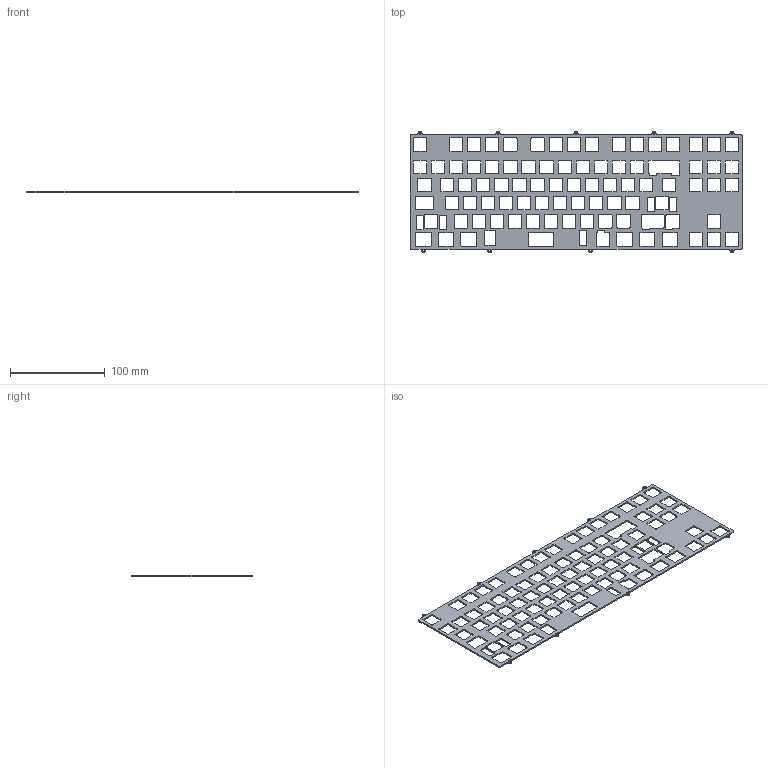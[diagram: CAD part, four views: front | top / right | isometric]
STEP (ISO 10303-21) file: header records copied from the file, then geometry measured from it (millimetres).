
FILE_DESCRIPTION(/* description */ (''),/* implementation_level */ '2;1');
FILE_NAME(/* name */ 'SCARLET_PLATE_REV_5.step',/* time_stamp */ '2021-05-06T15:34:02-07:00',/* author */ (''),/* organization */ (''),/* preprocessor_version */ 'ST-DEVELOPER v18.1',/* originating_system */ 'Autodesk Translation Framework v10.6.0.1341',/* authorisation */ '');
FILE_SCHEMA (('AUTOMOTIVE_DESIGN { 1 0 10303 214 3 1 1 }'));
Length unit declared in the file: millimetre
Products named in the file (1): SCARLET_REV_5
Bounding box: 349.66 x 127.06 x 1.5 mm (x, y, z)
Volume: 35257.8 mm3; surface area: 56461.6 mm2
Topology: 1 solids, 1 shells, 860 faces, 2574 edges, 1716 vertices
Faces by surface type: cylinder 445, plane 415
Full cylindrical faces by diameter (mm): 2.4 x9
Entity records: 29697 total; most frequent: DIRECTION 5186, CARTESIAN_POINT 5151, ORIENTED_EDGE 5148, EDGE_CURVE 2574, AXIS2_PLACEMENT_3D 1751, VERTEX_POINT 1716, LINE 1684, VECTOR 1684
